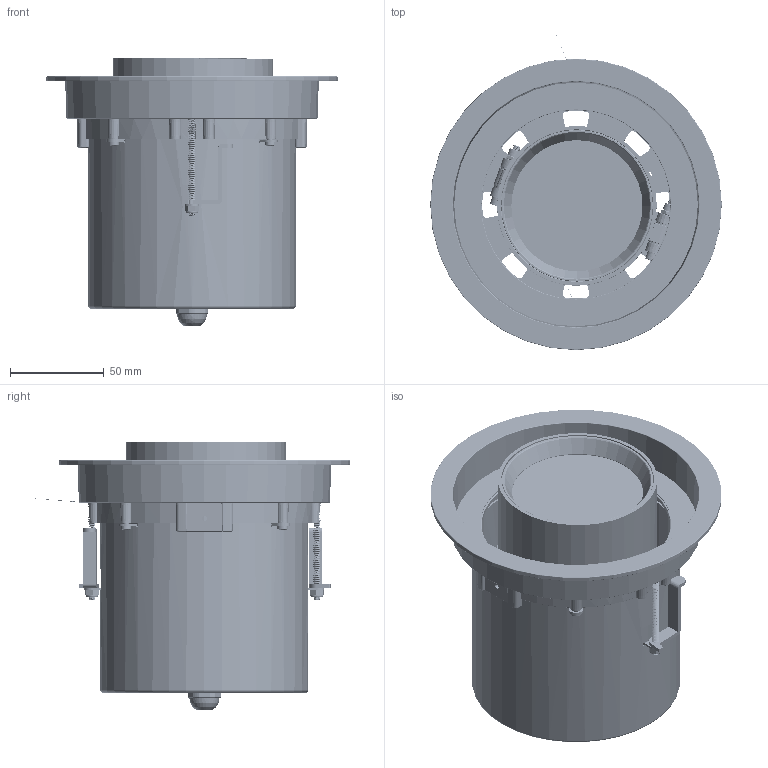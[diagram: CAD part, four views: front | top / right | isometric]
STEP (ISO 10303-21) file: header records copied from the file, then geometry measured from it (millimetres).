
FILE_DESCRIPTION (( 'STEP AP203' ), '1' );
FILE_NAME ('SL74114.STEP', '2025-12-19T08:00:33', ( 'Windows User' ), ( 'P R C' ), 'SwSTEP 2.0', 'SolidWorks 2016', '' );
FILE_SCHEMA (( 'CONFIG_CONTROL_DESIGN' ));
Length unit declared in the file: millimetre
Products named in the file (30): M10菜え; SD915盓殤; 揤盄啣; 4X8X12棠沺; cross recessed pan head screws gb_GB_CROSS_SCREWS_TYPE1 M3X6-6  H type-S; M4X55す芛芛蹟佪; M10挴奪; socket head cap screw_is_IS 2269 - M4 x 30-S; cross recessed countersunk head screws gb1_GB_CROSS_SCREWS_TYPE4 M3X8-6.35  H type-S; 醱啣裔啣; SD921腑芛; 棠沺嘐隅え; M10蹟譫; 1816嫖埭_1; CRH1820-HD-A-V1-20140227_1; M4蹟譫; socket head cap screw_is_IS 2269 - M3 x 8-S; SD911ヶ遠_1; SL74114; SD911腑芠1; prevailing torque type style 1 gb_GB_HEXAGON_TYPE9 M4-N; 砦雄璃; SD921嘐隅旋; cross recessed countersunk head screws gb1_GB_CROSS_SCREWS_TYPE4 M2.5X6-4.5  H type-S; SD921蟀諉旋B; SD921蛌雄旋; SD921蟀諉旋A; SL-075F_1; plain washer normal grade a_iso_Washer ISO 7089 - 4; SD921俋遠
Assembly tree (47 placements, depth 2):
  SL74114
    1816嫖埭_1
    CRH1820-HD-A-V1-20140227_1
    SD911ヶ遠_1
    SD921俋遠
    SD911腑芠1
    SD921嘐隅旋
    醱啣裔啣
    SD921蛌雄旋
    SD921蟀諉旋B
    SD915盓殤  x2
    SD921蟀諉旋A
    揤盄啣
    砦雄璃
    SL-075F_1
    棠沺嘐隅え  x2
    cross recessed countersunk head screws gb1_GB_CROSS_SCREWS_TYPE4 M2.5X6-4.5  H type-S  x2
    socket head cap screw_is_IS 2269 - M3 x 8-S  x2
    socket head cap screw_is_IS 2269 - M4 x 30-S  x2
    prevailing torque type style 1 gb_GB_HEXAGON_TYPE9 M4-N  x2
    plain washer normal grade a_iso_Washer ISO 7089 - 4  x4
    cross recessed countersunk head screws gb1_GB_CROSS_SCREWS_TYPE4 M3X8-6.35  H type-S  x2
    M10挴奪
    M10菜え
    4X8X12棠沺  x2
    cross recessed pan head screws gb_GB_CROSS_SCREWS_TYPE1 M3X6-6  H type-S  x6
    M4蹟譫  x2
    M10蹟譫
    SD921腑芛
    M4X55す芛芛蹟佪  x2
Bounding box: 155.61 x 168.87 x 142.59 mm (x, y, z)
Volume: 348860.6 mm3; surface area: 327503.2 mm2
Topology: 45 solids, 51 shells, 4201 faces, 10245 edges, 6165 vertices
Faces by surface type: cone 1441, cylinder 1297, plane 869, bspline 364, torus 200, sphere 30
Entity records: 157390 total; most frequent: CARTESIAN_POINT 90526, ORIENTED_EDGE 13713, DIRECTION 12614, EDGE_CURVE 6861, AXIS2_PLACEMENT_3D 4856, VERTEX_POINT 4222, EDGE_LOOP 2971, LINE 2902
